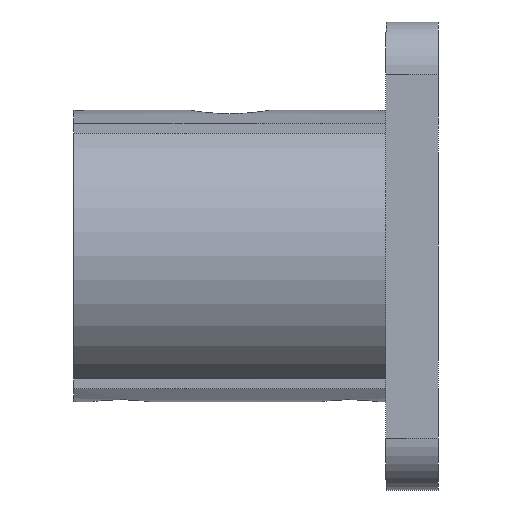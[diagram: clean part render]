
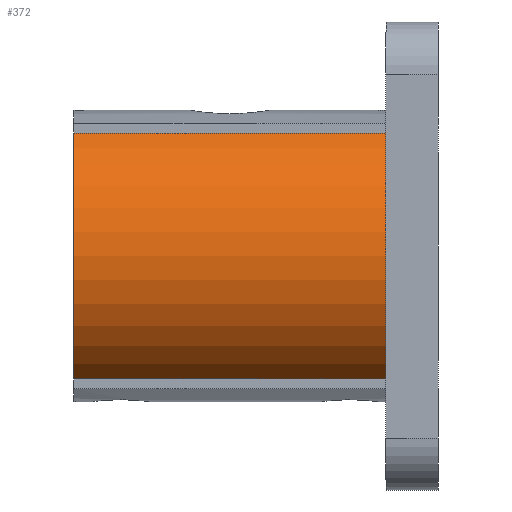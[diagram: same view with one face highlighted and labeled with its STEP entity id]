
A CAD part, left-side view. The second image highlights one B-rep face of the part: STEP entity #372.
In plain terms, the highlighted cylindrical face has radius 28 mm (diameter 56 mm), a partial arc.
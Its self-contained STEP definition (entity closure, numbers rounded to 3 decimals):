
#372 = ADVANCED_FACE( '', ( #771 ), #772, .T. );
#771 = FACE_OUTER_BOUND( '', #1194, .T. );
#772 = CYLINDRICAL_SURFACE( '', #1195, 28. );
#1194 = EDGE_LOOP( '', ( #2063, #2064, #2065, #2066 ) );
#1195 = AXIS2_PLACEMENT_3D( '', #2067, #2068, #2069 );
#2063 = ORIENTED_EDGE( '', *, *, #2666, .F. );
#2064 = ORIENTED_EDGE( '', *, *, #2548, .F. );
#2065 = ORIENTED_EDGE( '', *, *, #2613, .F. );
#2066 = ORIENTED_EDGE( '', *, *, #2623, .T. );
#2067 = CARTESIAN_POINT( '', ( 0., 70., 0. ) );
#2068 = DIRECTION( '', ( 0., 1., 0. ) );
#2069 = DIRECTION( '', ( 0., 0., -1. ) );
#2548 = EDGE_CURVE( '', #3075, #3071, #3077, .T. );
#2613 = EDGE_CURVE( '', #3164, #3075, #3166, .T. );
#2623 = EDGE_CURVE( '', #3164, #3176, #3178, .T. );
#2666 = EDGE_CURVE( '', #3071, #3176, #3238, .F. );
#3071 = VERTEX_POINT( '', #3859 );
#3075 = VERTEX_POINT( '', #3865 );
#3077 = LINE( '', #3868, #3869 );
#3164 = VERTEX_POINT( '', #4143 );
#3166 = CIRCLE( '', #4146, 28. );
#3176 = VERTEX_POINT( '', #4245 );
#3178 = LINE( '', #4248, #4249 );
#3238 = CIRCLE( '', #4327, 28. );
#3859 = CARTESIAN_POINT( '', ( -15., 10., 23.643 ) );
#3865 = CARTESIAN_POINT( '', ( -15., 70., 23.643 ) );
#3868 = CARTESIAN_POINT( '', ( -15., 70., 23.643 ) );
#3869 = VECTOR( '', #4756, 1000. );
#4143 = CARTESIAN_POINT( '', ( -15., 70., -23.643 ) );
#4146 = AXIS2_PLACEMENT_3D( '', #4834, #4835, #4836 );
#4245 = CARTESIAN_POINT( '', ( -15., 10., -23.643 ) );
#4248 = CARTESIAN_POINT( '', ( -15., 70., -23.643 ) );
#4249 = VECTOR( '', #4846, 1000. );
#4327 = AXIS2_PLACEMENT_3D( '', #4904, #4905, #4906 );
#4756 = DIRECTION( '', ( 0., -1., 0. ) );
#4834 = CARTESIAN_POINT( '', ( 0., 70., 0. ) );
#4835 = DIRECTION( '', ( 0., 1., 0. ) );
#4836 = DIRECTION( '', ( 1., 0., 0. ) );
#4846 = DIRECTION( '', ( 0., -1., 0. ) );
#4904 = CARTESIAN_POINT( '', ( 0., 10., 0. ) );
#4905 = DIRECTION( '', ( 0., 1., 0. ) );
#4906 = DIRECTION( '', ( 0., 0., 1. ) );
